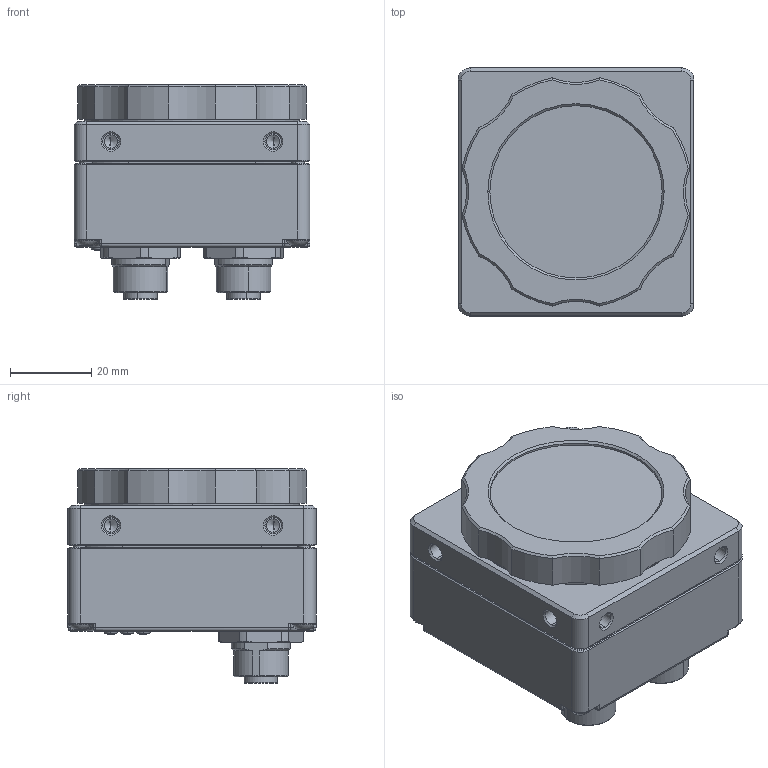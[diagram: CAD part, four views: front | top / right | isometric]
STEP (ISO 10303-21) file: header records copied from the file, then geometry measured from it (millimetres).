
FILE_DESCRIPTION((''),'2;1');
FILE_NAME('CAD-6949_SW0001','2020-07-06T11:53:59',('creinig-se'),(''),'CREO PARAMETRIC BY PTC INC, 2019292','CREO PARAMETRIC BY PTC INC, 2019292','');
FILE_SCHEMA(('CONFIG_CONTROL_DESIGN','SHAPE_APPEARANCE_LAYERS_GROUPS'));
Length unit declared in the file: millimetre
Products named in the file (1): CAD-6949_SW0001
Bounding box: 58.2 x 61.2 x 52.92 mm (x, y, z)
Volume: 131686.5 mm3; surface area: 24895.8 mm2
Topology: 1 solids, 1 shells, 787 faces, 2004 edges, 1273 vertices
Faces by surface type: plane 352, cylinder 184, cone 143, extrusion 70, torus 24, bspline 8, sphere 6
Entity records: 34250 total; most frequent: CARTESIAN_POINT 9370, ORIENTED_EDGE 3954, DIRECTION 3779, EDGE_CURVE 1977, AXIS2_PLACEMENT_3D 1291, VERTEX_POINT 1267, VECTOR 1197, LINE 1127
